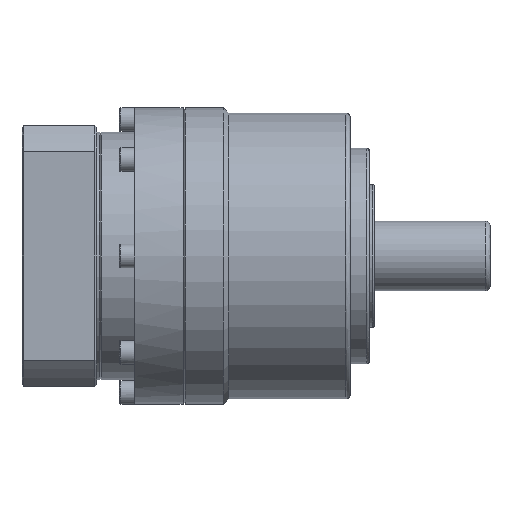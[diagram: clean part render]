
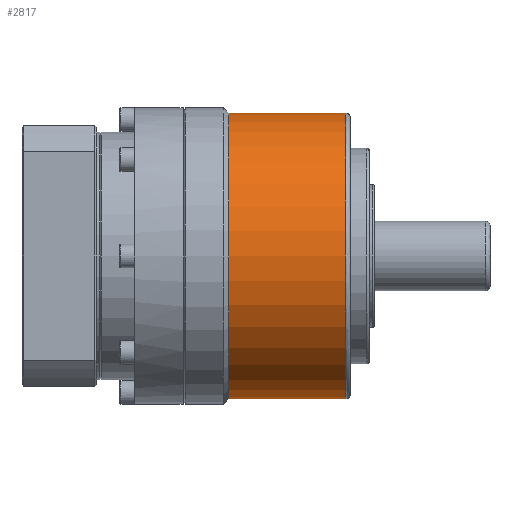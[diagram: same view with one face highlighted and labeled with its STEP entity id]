
A CAD part, front view. The second image highlights one B-rep face of the part: STEP entity #2817.
In plain terms, the highlighted cylindrical face has radius 45 mm (diameter 90 mm), a partial arc.
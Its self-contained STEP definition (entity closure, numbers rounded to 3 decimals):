
#1267 = VECTOR ( 'NONE', #7381, 1000. ) ;
#1456 = CARTESIAN_POINT ( 'NONE',  ( -44., 0., 45. ) ) ;
#1465 = ORIENTED_EDGE ( 'NONE', *, *, #18358, .F. ) ;
#1838 = EDGE_CURVE ( 'NONE', #2989, #14723, #3883, .T. ) ;
#2430 = VECTOR ( 'NONE', #10790, 1000. ) ;
#2534 = CARTESIAN_POINT ( 'NONE',  ( -45.5, 0., 45. ) ) ;
#2817 = ADVANCED_FACE ( 'NONE', ( #3145 ), #19986, .T. ) ;
#2912 = CARTESIAN_POINT ( 'NONE',  ( -82.409, 0., 45. ) ) ;
#2989 = VERTEX_POINT ( 'NONE', #2912 ) ;
#3145 = FACE_OUTER_BOUND ( 'NONE', #10149, .T. ) ;
#3883 = CIRCLE ( 'NONE', #17175, 45. ) ;
#4576 = CIRCLE ( 'NONE', #11134, 45. ) ;
#5351 = VERTEX_POINT ( 'NONE', #5587 ) ;
#5490 = ORIENTED_EDGE ( 'NONE', *, *, #18763, .T. ) ;
#5587 = CARTESIAN_POINT ( 'NONE',  ( -45.5, 0., -45. ) ) ;
#7381 = DIRECTION ( 'NONE',  ( -1., 0., 0. ) ) ;
#7655 = DIRECTION ( 'NONE',  ( 0., 0., 1. ) ) ;
#8005 = LINE ( 'NONE', #1456, #2430 ) ;
#8826 = AXIS2_PLACEMENT_3D ( 'NONE', #9335, #8991, #7655 ) ;
#8991 = DIRECTION ( 'NONE',  ( -1., 0., 0. ) ) ;
#9063 = DIRECTION ( 'NONE',  ( -1., 0., 0. ) ) ;
#9335 = CARTESIAN_POINT ( 'NONE',  ( -44., 0., 0. ) ) ;
#10149 = EDGE_LOOP ( 'NONE', ( #1465, #5490, #17747, #13431 ) ) ;
#10790 = DIRECTION ( 'NONE',  ( -1., 0., 0. ) ) ;
#11134 = AXIS2_PLACEMENT_3D ( 'NONE', #18596, #9063, #20291 ) ;
#12469 = CARTESIAN_POINT ( 'NONE',  ( -82.409, 0., -45. ) ) ;
#13431 = ORIENTED_EDGE ( 'NONE', *, *, #1838, .T. ) ;
#13725 = CARTESIAN_POINT ( 'NONE',  ( -44., 0., -45. ) ) ;
#14723 = VERTEX_POINT ( 'NONE', #12469 ) ;
#15103 = DIRECTION ( 'NONE',  ( 0., 0., 1. ) ) ;
#15130 = DIRECTION ( 'NONE',  ( 1., 0., 0. ) ) ;
#15154 = CARTESIAN_POINT ( 'NONE',  ( -82.409, 0., 0. ) ) ;
#17175 = AXIS2_PLACEMENT_3D ( 'NONE', #15154, #15130, #15103 ) ;
#17747 = ORIENTED_EDGE ( 'NONE', *, *, #19676, .T. ) ;
#17998 = LINE ( 'NONE', #13725, #1267 ) ;
#18358 = EDGE_CURVE ( 'NONE', #5351, #14723, #17998, .T. ) ;
#18596 = CARTESIAN_POINT ( 'NONE',  ( -45.5, 0., 0. ) ) ;
#18763 = EDGE_CURVE ( 'NONE', #5351, #19322, #4576, .T. ) ;
#19322 = VERTEX_POINT ( 'NONE', #2534 ) ;
#19676 = EDGE_CURVE ( 'NONE', #19322, #2989, #8005, .T. ) ;
#19986 = CYLINDRICAL_SURFACE ( 'NONE', #8826, 45. ) ;
#20291 = DIRECTION ( 'NONE',  ( 0., 0., 1. ) ) ;
